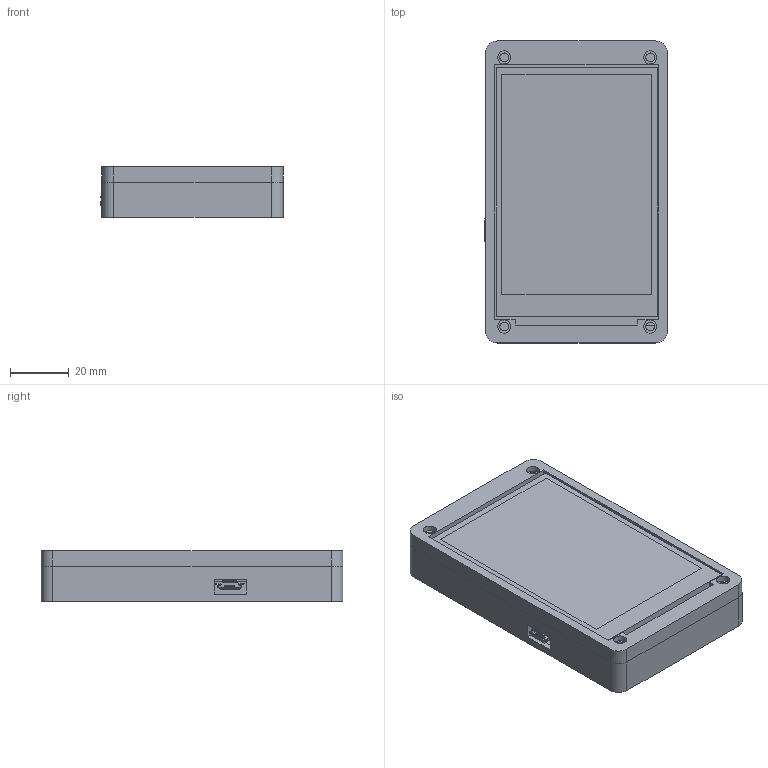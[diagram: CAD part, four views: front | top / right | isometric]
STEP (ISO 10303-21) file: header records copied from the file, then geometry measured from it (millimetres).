
FILE_DESCRIPTION(/* description */ (''),/* implementation_level */ '2;1');
FILE_NAME(/* name */ 'casing mas fahmi.stp',/* time_stamp */ '2021-06-26T22:44:40+07:00',/* author */ ('Yoza'),/* organization */ (''),/* preprocessor_version */ 'ST-DEVELOPER v17',/* originating_system */ 'Autodesk Inventor 2019',/* authorisation */ '');
FILE_SCHEMA (('AUTOMOTIVE_DESIGN { 1 0 10303 214 3 1 1 }'));
Products named in the file (9): oke; casing; hardware; 3.5inch LCD Display Module SPI TFT ILI9488 65K Color Expandable Scree
n Panel HD v1; Desain Hardware Fahmi Mashuri v1; microUSB-B; MICRO SD CARD SOCKET; 3x4x2 tact button; tutup oke
Assembly tree (11 placements, depth 3):
  oke
    casing
    hardware
      3.5inch LCD Display Module SPI TFT ILI9488 65K Color Expandable Scree
n Panel HD v1
      Desain Hardware Fahmi Mashuri v1
      microUSB-B
      MICRO SD CARD SOCKET
      3x4x2 tact button  x4
    tutup oke
Bounding box: 62.33 x 103.2 x 17.38 mm (x, y, z)
Volume: 62737.7 mm3; surface area: 64071.8 mm2
Topology: 87 solids, 87 shells, 2722 faces, 7195 edges, 4671 vertices
Faces by surface type: plane 2145, cylinder 542, bspline 20, torus 8, cone 7
Full cylindrical faces by diameter (mm): 0.35 x74, 0.7 x2, 0.8 x38, 1 x4, 1.016 x14, 1.5 x2, 1.8 x4, 3 x12, 4.5 x4
Entity records: 77605 total; most frequent: CARTESIAN_POINT 14489, ORIENTED_EDGE 12986, DIRECTION 12437, EDGE_CURVE 6493, LINE 5433, VECTOR 5433, VERTEX_POINT 4212, AXIS2_PLACEMENT_3D 3502
